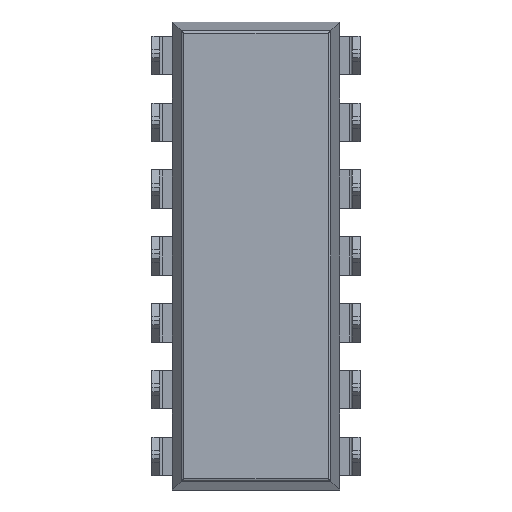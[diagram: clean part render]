
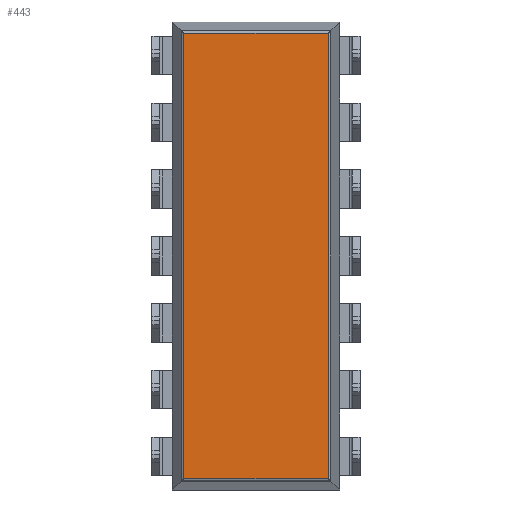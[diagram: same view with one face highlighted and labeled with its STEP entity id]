
A CAD part, front view. The second image highlights one B-rep face of the part: STEP entity #443.
In plain terms, the highlighted planar face has unit normal (0, -1, 0).
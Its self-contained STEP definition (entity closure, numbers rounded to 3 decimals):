
#443 = ADVANCED_FACE ( 'NONE', ( #3402 ), #3446, .T. ) ;
#444 = EDGE_LOOP ( 'NONE', ( #445, #449, #452, #455 ) ) ;
#445 = ORIENTED_EDGE ( 'NONE', *, *, #446, .T. ) ;
#446 = EDGE_CURVE ( 'NONE', #447, #448, #3441, .T. ) ;
#447 = VERTEX_POINT ( 'NONE', #3437 ) ;
#448 = VERTEX_POINT ( 'NONE', #3436 ) ;
#449 = ORIENTED_EDGE ( 'NONE', *, *, #450, .T. ) ;
#450 = EDGE_CURVE ( 'NONE', #448, #451, #3435, .T. ) ;
#451 = VERTEX_POINT ( 'NONE', #3431 ) ;
#452 = ORIENTED_EDGE ( 'NONE', *, *, #453, .T. ) ;
#453 = EDGE_CURVE ( 'NONE', #451, #454, #3481, .T. ) ;
#454 = VERTEX_POINT ( 'NONE', #3477 ) ;
#455 = ORIENTED_EDGE ( 'NONE', *, *, #456, .T. ) ;
#456 = EDGE_CURVE ( 'NONE', #454, #447, #3475, .T. ) ;
#3402 = FACE_OUTER_BOUND ( 'NONE', #444, .T. ) ;
#3431 = CARTESIAN_POINT ( 'NONE',  ( 2.738, 0.15, -8.453 ) ) ;
#3432 = DIRECTION ( 'NONE',  ( 1., 0., 0. ) ) ;
#3433 = VECTOR ( 'NONE', #3432, 1000. ) ;
#3434 = CARTESIAN_POINT ( 'NONE',  ( -3.175, 0.15, -8.453 ) ) ;
#3435 = LINE ( 'NONE', #3434, #3433 ) ;
#3436 = CARTESIAN_POINT ( 'NONE',  ( -2.738, 0.15, -8.453 ) ) ;
#3437 = CARTESIAN_POINT ( 'NONE',  ( -2.738, 0.15, 8.453 ) ) ;
#3438 = DIRECTION ( 'NONE',  ( 0., 0., -1. ) ) ;
#3439 = VECTOR ( 'NONE', #3438, 1000. ) ;
#3440 = CARTESIAN_POINT ( 'NONE',  ( -2.738, 0.15, -8.89 ) ) ;
#3441 = LINE ( 'NONE', #3440, #3439 ) ;
#3442 = DIRECTION ( 'NONE',  ( 0., 0., -1. ) ) ;
#3443 = DIRECTION ( 'NONE',  ( 0., -1., 0. ) ) ;
#3444 = CARTESIAN_POINT ( 'NONE',  ( -3.175, 0.15, -8.89 ) ) ;
#3445 = AXIS2_PLACEMENT_3D ( 'NONE', #3444, #3443, #3442 ) ;
#3446 = PLANE ( 'NONE',  #3445 ) ;
#3472 = DIRECTION ( 'NONE',  ( -1., 0., 0. ) ) ;
#3473 = VECTOR ( 'NONE', #3472, 1000. ) ;
#3474 = CARTESIAN_POINT ( 'NONE',  ( -3.175, 0.15, 8.453 ) ) ;
#3475 = LINE ( 'NONE', #3474, #3473 ) ;
#3477 = CARTESIAN_POINT ( 'NONE',  ( 2.738, 0.15, 8.453 ) ) ;
#3478 = DIRECTION ( 'NONE',  ( 0., 0., 1. ) ) ;
#3479 = VECTOR ( 'NONE', #3478, 1000. ) ;
#3480 = CARTESIAN_POINT ( 'NONE',  ( 2.738, 0.15, -8.89 ) ) ;
#3481 = LINE ( 'NONE', #3480, #3479 ) ;
